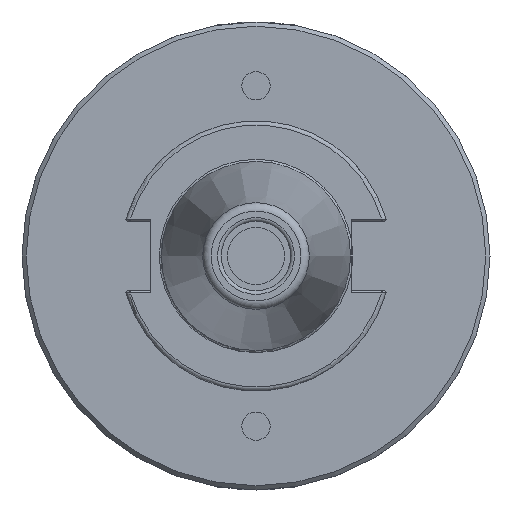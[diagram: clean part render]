
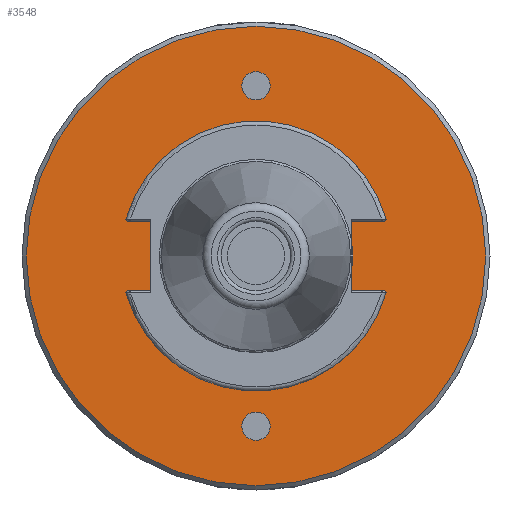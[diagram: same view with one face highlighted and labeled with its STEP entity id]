
A CAD part, left-side view. The second image highlights one B-rep face of the part: STEP entity #3548.
In plain terms, the highlighted planar face has unit normal (-1, 0, 0).
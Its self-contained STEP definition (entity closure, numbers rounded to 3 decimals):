
#152=FACE_BOUND('',#598,.T.);
#153=FACE_BOUND('',#599,.T.);
#154=FACE_BOUND('',#600,.T.);
#178=CIRCLE('',#3769,3.324);
#191=CIRCLE('',#3790,3.324);
#216=CIRCLE('',#3829,22.725);
#217=CIRCLE('',#3830,22.725);
#218=CIRCLE('',#3832,54.);
#219=CIRCLE('',#3833,54.);
#379=FACE_OUTER_BOUND('',#597,.T.);
#597=EDGE_LOOP('',(#2455,#2456));
#598=EDGE_LOOP('',(#2457));
#599=EDGE_LOOP('',(#2458));
#600=EDGE_LOOP('',(#2459,#2460));
#1435=VERTEX_POINT('',#5230);
#1452=VERTEX_POINT('',#5287);
#1480=VERTEX_POINT('',#5379);
#1481=VERTEX_POINT('',#5381);
#1482=VERTEX_POINT('',#5385);
#1483=VERTEX_POINT('',#5386);
#1788=EDGE_CURVE('',#1435,#1435,#178,.T.);
#1814=EDGE_CURVE('',#1452,#1452,#191,.T.);
#1855=EDGE_CURVE('',#1481,#1480,#216,.T.);
#1856=EDGE_CURVE('',#1480,#1481,#217,.T.);
#1857=EDGE_CURVE('',#1482,#1483,#218,.T.);
#1858=EDGE_CURVE('',#1483,#1482,#219,.T.);
#2455=ORIENTED_EDGE('',*,*,#1857,.F.);
#2456=ORIENTED_EDGE('',*,*,#1858,.F.);
#2457=ORIENTED_EDGE('',*,*,#1788,.T.);
#2458=ORIENTED_EDGE('',*,*,#1814,.T.);
#2459=ORIENTED_EDGE('',*,*,#1855,.T.);
#2460=ORIENTED_EDGE('',*,*,#1856,.T.);
#3404=PLANE('',#3831);
#3548=ADVANCED_FACE('',(#379,#152,#153,#154),#3404,.T.);
#3769=AXIS2_PLACEMENT_3D('',#5232,#4166,#4167);
#3790=AXIS2_PLACEMENT_3D('',#5289,#4218,#4219);
#3829=AXIS2_PLACEMENT_3D('',#5382,#4311,#4312);
#3830=AXIS2_PLACEMENT_3D('',#5383,#4313,#4314);
#3831=AXIS2_PLACEMENT_3D('',#5384,#4315,#4316);
#3832=AXIS2_PLACEMENT_3D('',#5387,#4317,#4318);
#3833=AXIS2_PLACEMENT_3D('',#5388,#4319,#4320);
#4166=DIRECTION('center_axis',(1.,0.,0.));
#4167=DIRECTION('ref_axis',(0.,0.,
1.));
#4218=DIRECTION('center_axis',(1.,0.,0.));
#4219=DIRECTION('ref_axis',(0.,0.,-1.));
#4311=DIRECTION('center_axis',(1.,0.,0.));
#4312=DIRECTION('ref_axis',(0.,0.,-1.));
#4313=DIRECTION('center_axis',(1.,0.,0.));
#4314=DIRECTION('ref_axis',(0.,0.,-1.));
#4315=DIRECTION('center_axis',(-1.,0.,0.));
#4316=DIRECTION('ref_axis',(0.,0.,1.));
#4317=DIRECTION('center_axis',(1.,0.,0.));
#4318=DIRECTION('ref_axis',(0.,0.,-1.));
#4319=DIRECTION('center_axis',(1.,0.,0.));
#4320=DIRECTION('ref_axis',(0.,0.,-1.));
#5230=CARTESIAN_POINT('',(34.995,0.,-43.324));
#5232=CARTESIAN_POINT('Origin',(34.995,0.,-40.));
#5287=CARTESIAN_POINT('',(34.995,0.,43.324));
#5289=CARTESIAN_POINT('Origin',(34.995,0.,40.));
#5379=CARTESIAN_POINT('',(34.995,0.,22.725));
#5381=CARTESIAN_POINT('',(34.995,22.725,0.));
#5382=CARTESIAN_POINT('Origin',(34.995,0.,0.));
#5383=CARTESIAN_POINT('Origin',(34.995,0.,0.));
#5384=CARTESIAN_POINT('Origin',(34.995,54.,0.));
#5385=CARTESIAN_POINT('',(34.995,54.,0.));
#5386=CARTESIAN_POINT('',(34.995,-54.,0.));
#5387=CARTESIAN_POINT('Origin',(34.995,0.,0.));
#5388=CARTESIAN_POINT('Origin',(34.995,0.,0.));
